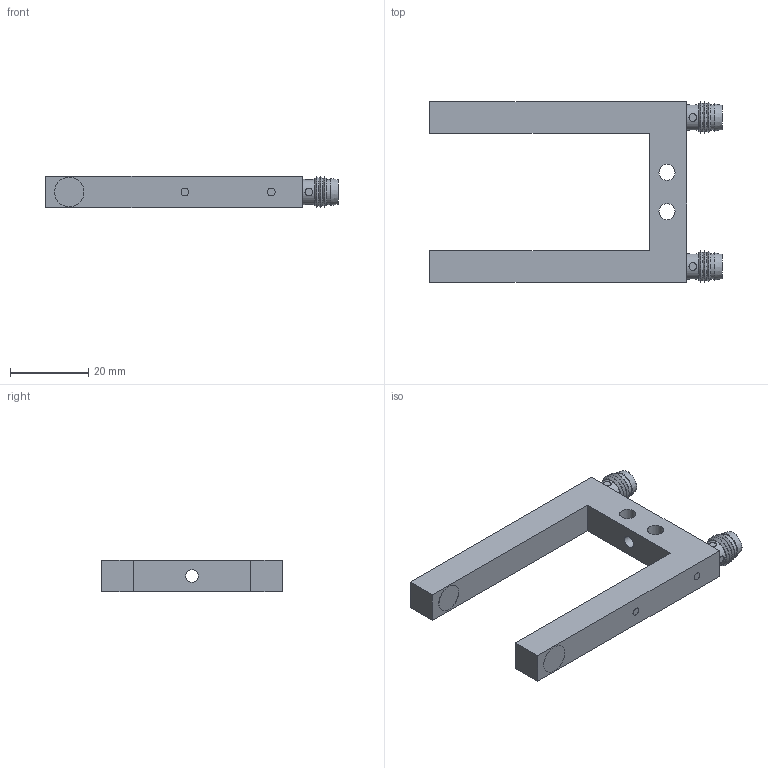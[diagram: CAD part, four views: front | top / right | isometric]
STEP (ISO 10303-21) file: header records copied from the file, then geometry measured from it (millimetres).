
FILE_DESCRIPTION(/* description */ (''),/* implementation_level */ '2;1');
FILE_NAME(/* name */ 'ipf_z3d_PG50E122.stp',/* time_stamp */ '2017-06-21T11:46:29+02:00',/* author */ ('gelzhaeuser'),/* organization */ (''),/* preprocessor_version */ 'ST-DEVELOPER v15.2',/* originating_system */ 'Autodesk Inventor 2014',/* authorisation */ '');
FILE_SCHEMA (('AUTOMOTIVE_DESIGN { 1 0 10303 214 3 1 1 }'));
Length unit declared in the file: millimetre
Products named in the file (1): PG50E122
Bounding box: 74.6 x 46 x 8 mm (x, y, z)
Surface area: 25833.3 mm2
Topology: 5 solids, 9 shells, 113 faces, 217 edges, 146 vertices
Faces by surface type: plane 52, cylinder 40, cone 14, sphere 7
Full cylindrical faces by diameter (mm): 1 x7, 2 x16, 3.2 x1, 4.1 x2, 5.8 x2, 6 x2, 6.4 x2, 6.5 x2, 6.9 x2, 7.1 x2, 7.15 x2
Entity records: 2794 total; most frequent: CARTESIAN_POINT 646, DIRECTION 432, ORIENTED_EDGE 268, EDGE_LOOP 214, AXIS2_PLACEMENT_3D 204, EDGE_CURVE 130, VERTEX_POINT 122, ADVANCED_FACE 113
